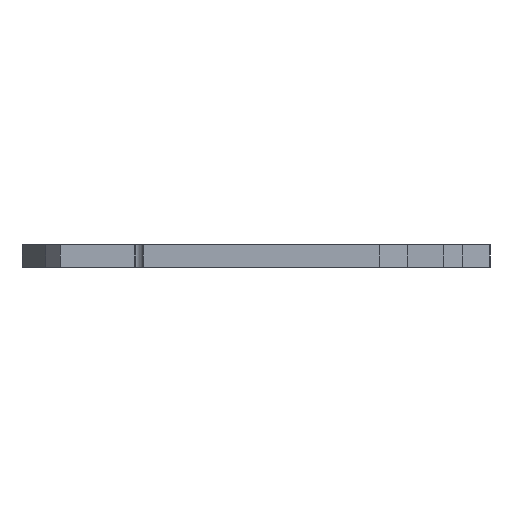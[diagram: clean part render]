
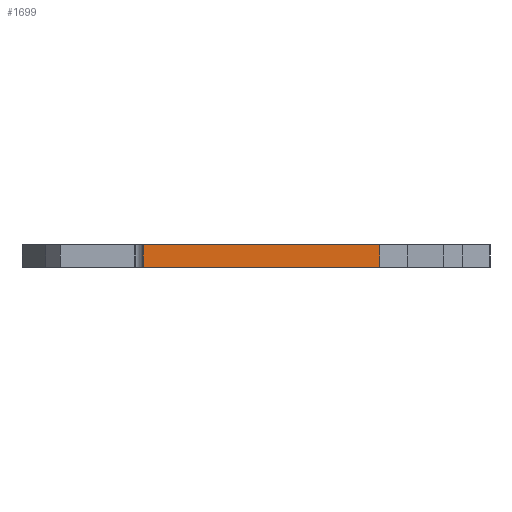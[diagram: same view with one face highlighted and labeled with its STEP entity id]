
A CAD part, left-side view. The second image highlights one B-rep face of the part: STEP entity #1699.
In plain terms, the highlighted planar face has unit normal (-1, 0, 0).
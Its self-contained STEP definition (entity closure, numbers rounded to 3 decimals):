
#1674 = VERTEX_POINT('',#1675);
#1675 = CARTESIAN_POINT('',(-50.,-44.,1.2));
#1681 = EDGE_CURVE('',#1682,#1674,#1684,.T.);
#1682 = VERTEX_POINT('',#1683);
#1683 = CARTESIAN_POINT('',(-50.,-44.,0.));
#1684 = LINE('',#1685,#1686);
#1685 = CARTESIAN_POINT('',(-50.,-44.,0.));
#1686 = VECTOR('',#1687,1.);
#1687 = DIRECTION('',(0.,0.,1.));
#1699 = ADVANCED_FACE('',(#1700),#1725,.T.);
#1700 = FACE_BOUND('',#1701,.T.);
#1701 = EDGE_LOOP('',(#1702,#1703,#1711,#1719));
#1702 = ORIENTED_EDGE('',*,*,#1681,.T.);
#1703 = ORIENTED_EDGE('',*,*,#1704,.T.);
#1704 = EDGE_CURVE('',#1674,#1705,#1707,.T.);
#1705 = VERTEX_POINT('',#1706);
#1706 = CARTESIAN_POINT('',(-50.,-31.17,1.2));
#1707 = LINE('',#1708,#1709);
#1708 = CARTESIAN_POINT('',(-50.,-44.,1.2));
#1709 = VECTOR('',#1710,1.);
#1710 = DIRECTION('',(0.,1.,0.));
#1711 = ORIENTED_EDGE('',*,*,#1712,.F.);
#1712 = EDGE_CURVE('',#1713,#1705,#1715,.T.);
#1713 = VERTEX_POINT('',#1714);
#1714 = CARTESIAN_POINT('',(-50.,-31.17,0.));
#1715 = LINE('',#1716,#1717);
#1716 = CARTESIAN_POINT('',(-50.,-31.17,0.));
#1717 = VECTOR('',#1718,1.);
#1718 = DIRECTION('',(0.,0.,1.));
#1719 = ORIENTED_EDGE('',*,*,#1720,.F.);
#1720 = EDGE_CURVE('',#1682,#1713,#1721,.T.);
#1721 = LINE('',#1722,#1723);
#1722 = CARTESIAN_POINT('',(-50.,-44.,0.));
#1723 = VECTOR('',#1724,1.);
#1724 = DIRECTION('',(0.,1.,0.));
#1725 = PLANE('',#1726);
#1726 = AXIS2_PLACEMENT_3D('',#1727,#1728,#1729);
#1727 = CARTESIAN_POINT('',(-50.,-44.,0.));
#1728 = DIRECTION('',(-1.,0.,0.));
#1729 = DIRECTION('',(0.,1.,0.));
